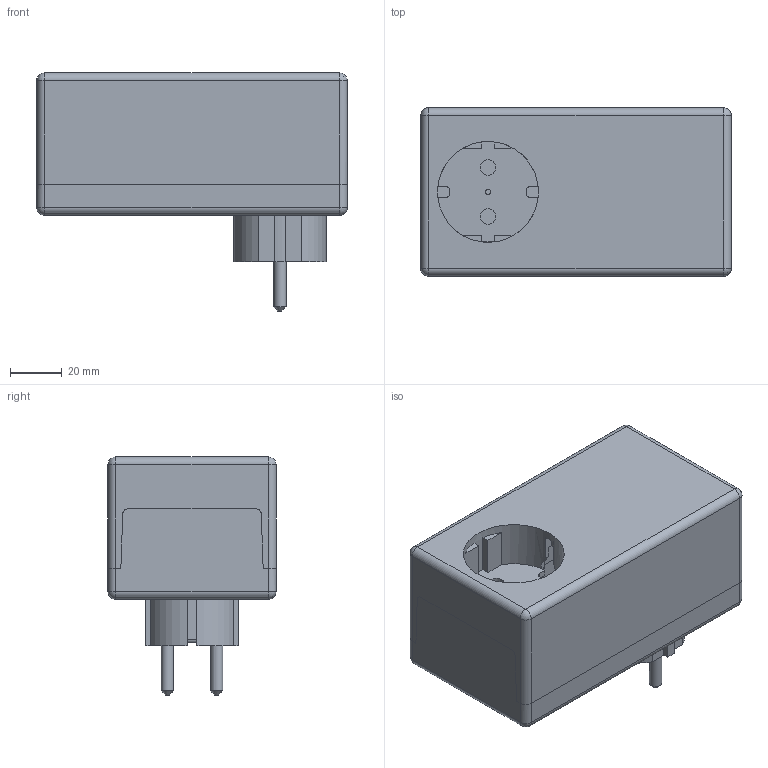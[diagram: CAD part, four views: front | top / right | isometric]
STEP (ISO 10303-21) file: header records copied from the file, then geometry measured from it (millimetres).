
FILE_DESCRIPTION((''),'2;1');
FILE_NAME('0601102300-MBPO_126555 STE DO.stp','2016-01-25T13:49:05',('robin.rentz'),(''),'Autodesk Inventor 2012','Autodesk Inventor 2012','');
FILE_SCHEMA(('AUTOMOTIVE_DESIGN { 1 2 10303 214 0 1 1 1 }'));
Length unit declared in the file: millimetre
Products named in the file (3): 0601102300-MBPO_126555 STE DO; 0601102102-UT_126540-55 STE; 0601102301-OT_126565 DO
Assembly tree (2 placements, depth 2):
  0601102300-MBPO_126555 STE DO
    0601102102-UT_126540-55 STE
    0601102301-OT_126565 DO
Bounding box: 120 x 65 x 92 mm (x, y, z)
Volume: 113242.7 mm3; surface area: 89217.8 mm2
Topology: 2 solids, 2 shells, 468 faces, 1138 edges, 719 vertices
Faces by surface type: plane 301, cylinder 118, cone 35, sphere 8, torus 6
Full cylindrical faces by diameter (mm): 2 x1, 2.5 x6, 3 x2, 3.242 x1, 4.2 x5, 4.5 x4, 4.75 x2, 5.2 x1, 5.5 x6, 6 x7, 8 x4, 8.5 x2, 8.8 x4, 39 x1
Entity records: 13515 total; most frequent: CARTESIAN_POINT 2413, DIRECTION 2314, ORIENTED_EDGE 2162, EDGE_CURVE 1081, AXIS2_PLACEMENT_3D 780, VECTOR 754, LINE 754, VERTEX_POINT 713
